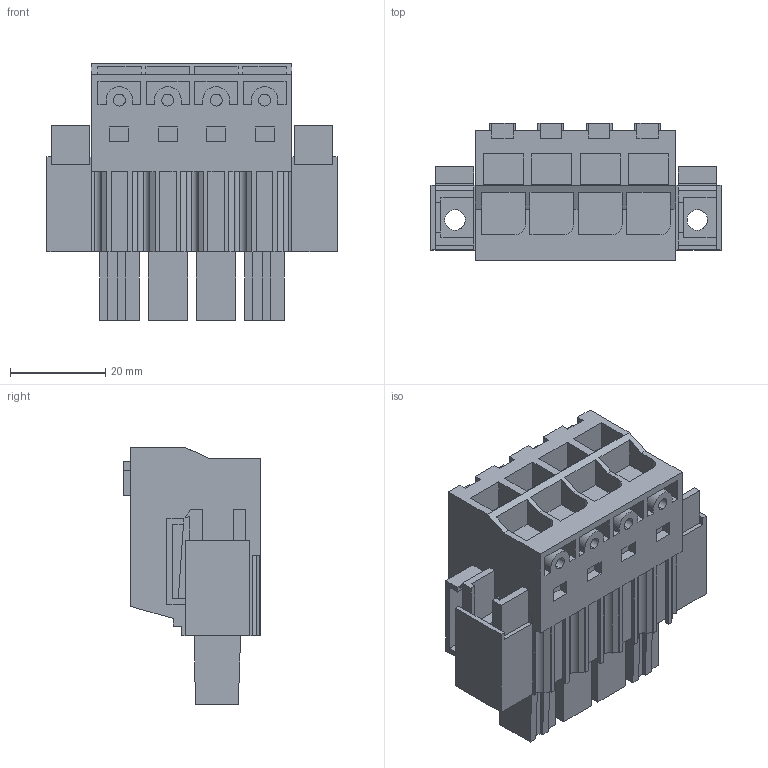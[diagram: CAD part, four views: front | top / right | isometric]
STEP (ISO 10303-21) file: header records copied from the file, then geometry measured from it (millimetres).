
FILE_DESCRIPTION(('CATIA V5 STEP Exchange','CAx-IF Rec.Pracs.--- Model Styling and Organization---1.2---2011-12-15'),'2;1');
FILE_NAME ('D1462879_0_2493320000_2493320000.stp','2017-07-19T08:49:20+00:00',('none'),('Weidmueller'),'CATIA Version 5-6 Release 2014','CATIA V5 STEP AP214','none');
FILE_SCHEMA(('AUTOMOTIVE_DESIGN { 1 0 10303 214 1 1 1 1 }'));
Length unit declared in the file: millimetre
Products named in the file (1): 2493320000
Bounding box: 60.9 x 28.9 x 53.9 mm (x, y, z)
Volume: 43914.2 mm3; surface area: 19949 mm2
Topology: 7 solids, 7 shells, 582 faces, 1629 edges, 1090 vertices
Faces by surface type: plane 548, cylinder 34
Entity records: 18334 total; most frequent: ORIENTED_EDGE 3258, CARTESIAN_POINT 3218, DIRECTION 2523, EDGE_CURVE 1629, VECTOR 1551, LINE 1551, VERTEX_POINT 1090, EDGE_LOOP 619
